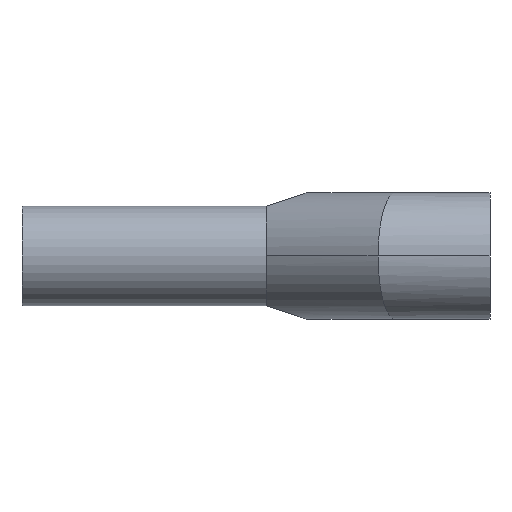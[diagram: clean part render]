
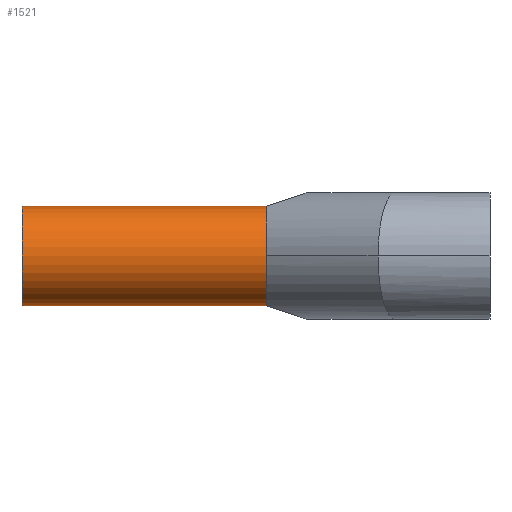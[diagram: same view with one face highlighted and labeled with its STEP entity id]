
A CAD part, left-side view. The second image highlights one B-rep face of the part: STEP entity #1521.
In plain terms, the highlighted cylindrical face has radius 2.45 mm (diameter 4.9 mm), a partial arc.
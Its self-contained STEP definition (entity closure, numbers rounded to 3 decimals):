
#15 = VERTEX_POINT ( 'NONE', #467 ) ;
#36 = CARTESIAN_POINT ( 'NONE',  ( 0., 12., 2.45 ) ) ;
#46 = CARTESIAN_POINT ( 'NONE',  ( 0., 12., -2.45 ) ) ;
#56 = EDGE_CURVE ( 'NONE', #1370, #216, #1074, .T. ) ;
#82 = EDGE_CURVE ( 'NONE', #1350, #1370, #1091, .T. ) ;
#152 = CARTESIAN_POINT ( 'NONE',  ( 0., 0., 0. ) ) ;
#164 = AXIS2_PLACEMENT_3D ( 'NONE', #845, #574, #853 ) ;
#208 = EDGE_CURVE ( 'NONE', #15, #216, #840, .T. ) ;
#216 = VERTEX_POINT ( 'NONE', #1241 ) ;
#221 = EDGE_CURVE ( 'NONE', #1350, #15, #1312, .T. ) ;
#269 = CARTESIAN_POINT ( 'NONE',  ( 0., 0., -2.45 ) ) ;
#286 = VECTOR ( 'NONE', #1249, 1000. ) ;
#288 = DIRECTION ( 'NONE',  ( 0., -1., 0. ) ) ;
#422 = DIRECTION ( 'NONE',  ( 0., 0., -1. ) ) ;
#467 = CARTESIAN_POINT ( 'NONE',  ( 0., 12., 2.45 ) ) ;
#574 = DIRECTION ( 'NONE',  ( 0., 1., 0. ) ) ;
#601 = ORIENTED_EDGE ( 'NONE', *, *, #56, .T. ) ;
#840 = LINE ( 'NONE', #36, #286 ) ;
#845 = CARTESIAN_POINT ( 'NONE',  ( 0., 12., 0. ) ) ;
#853 = DIRECTION ( 'NONE',  ( 0., 0., 1. ) ) ;
#928 = AXIS2_PLACEMENT_3D ( 'NONE', #1641, #288, #422 ) ;
#932 = CARTESIAN_POINT ( 'NONE',  ( 0., 12., -2.45 ) ) ;
#1068 = FACE_OUTER_BOUND ( 'NONE', #1183, .T. ) ;
#1074 = CIRCLE ( 'NONE', #1265, 2.45 ) ;
#1091 = LINE ( 'NONE', #46, #1502 ) ;
#1183 = EDGE_LOOP ( 'NONE', ( #1242, #1205, #1214, #601 ) ) ;
#1205 = ORIENTED_EDGE ( 'NONE', *, *, #221, .F. ) ;
#1207 = CYLINDRICAL_SURFACE ( 'NONE', #928, 2.45 ) ;
#1214 = ORIENTED_EDGE ( 'NONE', *, *, #82, .T. ) ;
#1219 = DIRECTION ( 'NONE',  ( 0., 1., 0. ) ) ;
#1239 = DIRECTION ( 'NONE',  ( 0., -1., 0. ) ) ;
#1241 = CARTESIAN_POINT ( 'NONE',  ( 0., 0., 2.45 ) ) ;
#1242 = ORIENTED_EDGE ( 'NONE', *, *, #208, .F. ) ;
#1249 = DIRECTION ( 'NONE',  ( 0., -1., 0. ) ) ;
#1265 = AXIS2_PLACEMENT_3D ( 'NONE', #152, #1219, #1550 ) ;
#1312 = CIRCLE ( 'NONE', #164, 2.45 ) ;
#1350 = VERTEX_POINT ( 'NONE', #932 ) ;
#1370 = VERTEX_POINT ( 'NONE', #269 ) ;
#1502 = VECTOR ( 'NONE', #1239, 1000. ) ;
#1521 = ADVANCED_FACE ( 'NONE', ( #1068 ), #1207, .T. ) ;
#1550 = DIRECTION ( 'NONE',  ( 0., 0., 1. ) ) ;
#1641 = CARTESIAN_POINT ( 'NONE',  ( 0., 12., 0. ) ) ;
